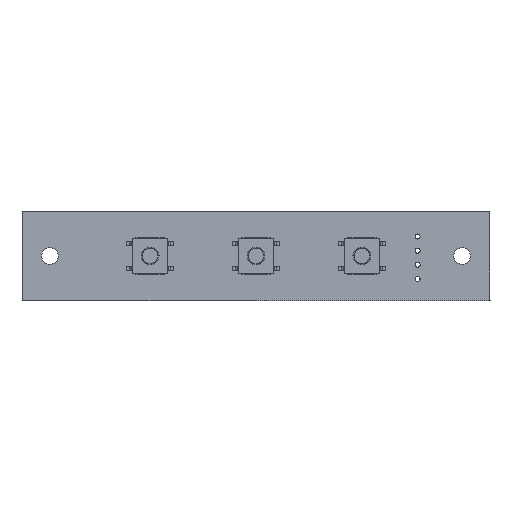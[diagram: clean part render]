
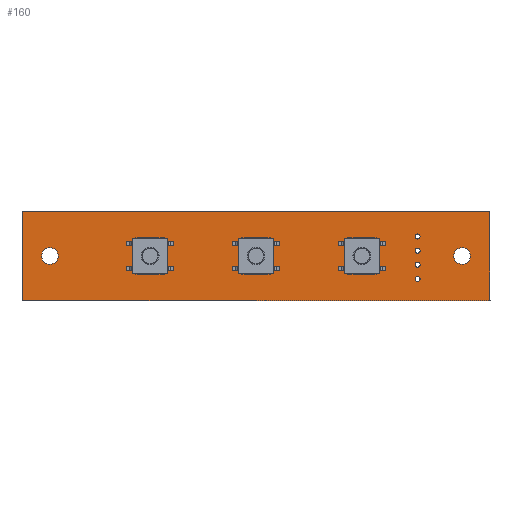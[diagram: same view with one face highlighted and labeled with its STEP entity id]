
A CAD part, top view. The second image highlights one B-rep face of the part: STEP entity #160.
In plain terms, the highlighted planar face has unit normal (0, 0, 1).
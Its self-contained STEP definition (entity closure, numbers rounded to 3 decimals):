
#47=CARTESIAN_POINT('',(0.0,0.0,0.0));
#48=DIRECTION('',(0.0,0.0,-1.0));
#49=DIRECTION('',(-1.0,0.0,0.0));
#50=AXIS2_PLACEMENT_3D('',#47,#48,#49);
#51=PLANE('',#50);
#52=CARTESIAN_POINT('',(77.5,8.,0.0));
#53=VERTEX_POINT('',#52);
#54=CARTESIAN_POINT('',(79.,8.,0.0));
#55=DIRECTION('',(0.0,0.0,-1.0));
#56=DIRECTION('',(-1.0,0.0,0.0));
#57=AXIS2_PLACEMENT_3D('',#54,#55,#56);
#58=CIRCLE('',#57,1.5);
#59=EDGE_CURVE('',#53,#53,#58,.T.);
#60=ORIENTED_EDGE('',*,*,#59,.T.);
#61=EDGE_LOOP('',(#60));
#62=FACE_BOUND('',#61,.T.);
#63=CARTESIAN_POINT('',(70.55,6.42,0.0));
#64=VERTEX_POINT('',#63);
#65=CARTESIAN_POINT('',(71.,6.42,0.0));
#66=DIRECTION('',(0.0,0.0,-1.0));
#67=DIRECTION('',(-1.0,0.0,0.0));
#68=AXIS2_PLACEMENT_3D('',#65,#66,#67);
#69=CIRCLE('',#68,0.45);
#70=EDGE_CURVE('',#64,#64,#69,.T.);
#71=ORIENTED_EDGE('',*,*,#70,.T.);
#72=EDGE_LOOP('',(#71));
#73=FACE_BOUND('',#72,.T.);
#74=CARTESIAN_POINT('',(70.55,3.88,0.0));
#75=VERTEX_POINT('',#74);
#76=CARTESIAN_POINT('',(71.,3.88,0.0));
#77=DIRECTION('',(0.0,0.0,-1.0));
#78=DIRECTION('',(-1.0,0.0,0.0));
#79=AXIS2_PLACEMENT_3D('',#76,#77,#78);
#80=CIRCLE('',#79,0.45);
#81=EDGE_CURVE('',#75,#75,#80,.T.);
#82=ORIENTED_EDGE('',*,*,#81,.T.);
#83=EDGE_LOOP('',(#82));
#84=FACE_BOUND('',#83,.T.);
#85=CARTESIAN_POINT('',(70.55,8.96,0.0));
#86=VERTEX_POINT('',#85);
#87=CARTESIAN_POINT('',(71.,8.96,0.0));
#88=DIRECTION('',(0.0,0.0,-1.0));
#89=DIRECTION('',(-1.0,0.0,0.0));
#90=AXIS2_PLACEMENT_3D('',#87,#88,#89);
#91=CIRCLE('',#90,0.45);
#92=EDGE_CURVE('',#86,#86,#91,.T.);
#93=ORIENTED_EDGE('',*,*,#92,.T.);
#94=EDGE_LOOP('',(#93));
#95=FACE_BOUND('',#94,.T.);
#96=CARTESIAN_POINT('',(70.55,11.5,0.0));
#97=VERTEX_POINT('',#96);
#98=CARTESIAN_POINT('',(71.,11.5,0.0));
#99=DIRECTION('',(0.0,0.0,-1.0));
#100=DIRECTION('',(-1.0,0.0,0.0));
#101=AXIS2_PLACEMENT_3D('',#98,#99,#100);
#102=CIRCLE('',#101,0.45);
#103=EDGE_CURVE('',#97,#97,#102,.T.);
#104=ORIENTED_EDGE('',*,*,#103,.T.);
#105=EDGE_LOOP('',(#104));
#106=FACE_BOUND('',#105,.T.);
#107=CARTESIAN_POINT('',(3.5,8.,0.0));
#108=VERTEX_POINT('',#107);
#109=CARTESIAN_POINT('',(5.,8.,0.0));
#110=DIRECTION('',(0.0,0.0,-1.0));
#111=DIRECTION('',(-1.0,0.0,0.0));
#112=AXIS2_PLACEMENT_3D('',#109,#110,#111);
#113=CIRCLE('',#112,1.5);
#114=EDGE_CURVE('',#108,#108,#113,.T.);
#115=ORIENTED_EDGE('',*,*,#114,.T.);
#116=EDGE_LOOP('',(#115));
#117=FACE_BOUND('',#116,.T.);
#118=CARTESIAN_POINT('',(84.0,0.,0.));
#119=VERTEX_POINT('',#118);
#120=CARTESIAN_POINT('',(83.947,0.053,0.));
#121=VERTEX_POINT('',#120);
#122=CARTESIAN_POINT('',(84.0,0.,0.));
#123=DIRECTION('',(-0.707,0.707,-0.0));
#124=VECTOR('',#123,0.075);
#125=LINE('',#122,#124);
#126=EDGE_CURVE('',#119,#121,#125,.T.);
#127=ORIENTED_EDGE('',*,*,#126,.T.);
#128=CARTESIAN_POINT('',(83.947,16.002,0.));
#129=VERTEX_POINT('',#128);
#130=CARTESIAN_POINT('',(83.947,0.053,0.0));
#131=DIRECTION('',(0.0,1.0,0.0));
#132=VECTOR('',#131,15.949);
#133=LINE('',#130,#132);
#134=EDGE_CURVE('',#121,#129,#133,.T.);
#135=ORIENTED_EDGE('',*,*,#134,.T.);
#136=CARTESIAN_POINT('',(0.,16.0,0.));
#137=VERTEX_POINT('',#136);
#138=CARTESIAN_POINT('',(83.947,16.002,0.));
#139=DIRECTION('',(-1.0,0.,-0.0));
#140=VECTOR('',#139,83.947);
#141=LINE('',#138,#140);
#142=EDGE_CURVE('',#129,#137,#141,.T.);
#143=ORIENTED_EDGE('',*,*,#142,.T.);
#144=CARTESIAN_POINT('',(0.0,0.0,0.0));
#145=VERTEX_POINT('',#144);
#146=CARTESIAN_POINT('',(0.0,16.0,0.0));
#147=DIRECTION('',(-0.0,-1.0,-0.0));
#148=VECTOR('',#147,16.0);
#149=LINE('',#146,#148);
#150=EDGE_CURVE('',#137,#145,#149,.T.);
#151=ORIENTED_EDGE('',*,*,#150,.T.);
#152=CARTESIAN_POINT('',(0.0,0.0,0.0));
#153=DIRECTION('',(1.0,0.0,0.0));
#154=VECTOR('',#153,84.0);
#155=LINE('',#152,#154);
#156=EDGE_CURVE('',#145,#119,#155,.T.);
#157=ORIENTED_EDGE('',*,*,#156,.T.);
#158=EDGE_LOOP('',(#127,#135,#143,#151,#157));
#159=FACE_BOUND('',#158,.T.);
#160=ADVANCED_FACE('',(#62,#73,#84,#95,#106,#117,#159),#51,.F.);
